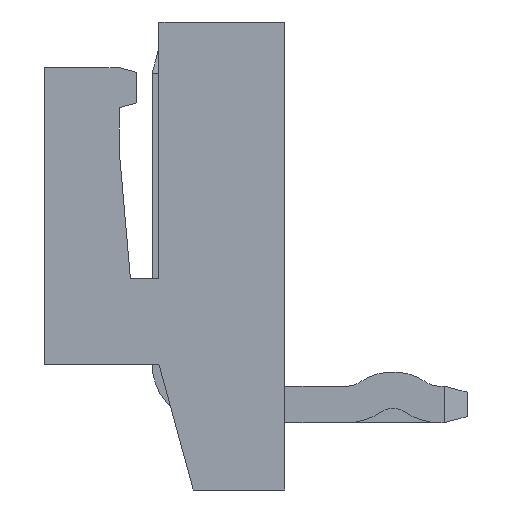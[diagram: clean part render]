
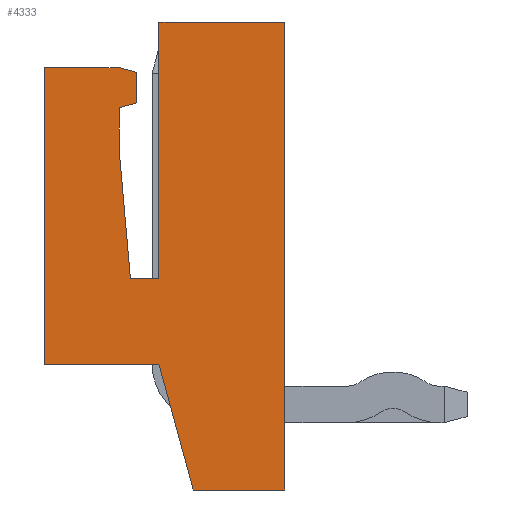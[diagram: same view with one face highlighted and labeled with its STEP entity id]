
A CAD part, left-side view. The second image highlights one B-rep face of the part: STEP entity #4333.
In plain terms, the highlighted planar face has unit normal (-1, 0, 0).
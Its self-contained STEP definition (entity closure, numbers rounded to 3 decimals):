
#42 = CARTESIAN_POINT ( 'NONE',  ( -5., 2.2, 0.7 ) ) ;
#64 = LINE ( 'NONE', #42, #2875 ) ;
#65 = EDGE_CURVE ( 'NONE', #1398, #2575, #2413, .T. ) ;
#77 = ORIENTED_EDGE ( 'NONE', *, *, #1358, .F. ) ;
#88 = AXIS2_PLACEMENT_3D ( 'NONE', #2595, #3950, #901 ) ;
#93 = ORIENTED_EDGE ( 'NONE', *, *, #2414, .F. ) ;
#315 = ORIENTED_EDGE ( 'NONE', *, *, #3971, .F. ) ;
#361 = LINE ( 'NONE', #406, #1917 ) ;
#401 = EDGE_LOOP ( 'NONE', ( #3346, #2104, #77, #2619, #4111, #2888, #3383, #1292, #93, #3077, #2243, #1205, #315, #2805 ) ) ;
#405 = CARTESIAN_POINT ( 'NONE',  ( -5., 2.2, 6.7 ) ) ;
#406 = CARTESIAN_POINT ( 'NONE',  ( -5., 2.2, 2.2 ) ) ;
#427 = DIRECTION ( 'NONE',  ( 0., -0.965, -0.263 ) ) ;
#560 = VECTOR ( 'NONE', #1621, 1000. ) ;
#572 = CARTESIAN_POINT ( 'NONE',  ( -5., 0., 6.7 ) ) ;
#586 = DIRECTION ( 'NONE',  ( 0., 0., -1. ) ) ;
#654 = LINE ( 'NONE', #2994, #1141 ) ;
#698 = VERTEX_POINT ( 'NONE', #3565 ) ;
#701 = CARTESIAN_POINT ( 'NONE',  ( -5., 2.7, 2.2 ) ) ;
#707 = DIRECTION ( 'NONE',  ( 0., 0., -1. ) ) ;
#744 = DIRECTION ( 'NONE',  ( 0., -1., 0. ) ) ;
#843 = EDGE_CURVE ( 'NONE', #929, #2841, #1289, .T. ) ;
#864 = LINE ( 'NONE', #1239, #3091 ) ;
#901 = DIRECTION ( 'NONE',  ( 0., 0., -1. ) ) ;
#929 = VERTEX_POINT ( 'NONE', #2469 ) ;
#994 = CARTESIAN_POINT ( 'NONE',  ( -5., 2.9, 5.9 ) ) ;
#1015 = VECTOR ( 'NONE', #2735, 1000. ) ;
#1042 = CARTESIAN_POINT ( 'NONE',  ( -5., 2.2, 2.2 ) ) ;
#1064 = CARTESIAN_POINT ( 'NONE',  ( -5., 0., -1.5 ) ) ;
#1103 = VERTEX_POINT ( 'NONE', #1469 ) ;
#1111 = EDGE_CURVE ( 'NONE', #4079, #698, #4173, .T. ) ;
#1120 = VERTEX_POINT ( 'NONE', #2494 ) ;
#1131 = VECTOR ( 'NONE', #3311, 1000. ) ;
#1141 = VECTOR ( 'NONE', #586, 1000. ) ;
#1151 = DIRECTION ( 'NONE',  ( 0., 0.965, -0.263 ) ) ;
#1183 = VERTEX_POINT ( 'NONE', #2312 ) ;
#1195 = CARTESIAN_POINT ( 'NONE',  ( -5., 2.6, 5.818 ) ) ;
#1205 = ORIENTED_EDGE ( 'NONE', *, *, #1111, .F. ) ;
#1233 = PLANE ( 'NONE',  #88 ) ;
#1239 = CARTESIAN_POINT ( 'NONE',  ( -5., 2.6, 5.282 ) ) ;
#1289 = LINE ( 'NONE', #1316, #2601 ) ;
#1292 = ORIENTED_EDGE ( 'NONE', *, *, #3673, .F. ) ;
#1316 = CARTESIAN_POINT ( 'NONE',  ( -5., 2.9, 4.486 ) ) ;
#1358 = EDGE_CURVE ( 'NONE', #1103, #3842, #1815, .T. ) ;
#1395 = LINE ( 'NONE', #2752, #2350 ) ;
#1398 = VERTEX_POINT ( 'NONE', #994 ) ;
#1400 = DIRECTION ( 'NONE',  ( 0., -1., 0. ) ) ;
#1418 = DIRECTION ( 'NONE',  ( 0., 1., 0. ) ) ;
#1469 = CARTESIAN_POINT ( 'NONE',  ( -5., 2.2, 6.7 ) ) ;
#1620 = VECTOR ( 'NONE', #427, 1000. ) ;
#1621 = DIRECTION ( 'NONE',  ( 0., 1., 0. ) ) ;
#1643 = CARTESIAN_POINT ( 'NONE',  ( -5., 0., -1.5 ) ) ;
#1688 = DIRECTION ( 'NONE',  ( 0., 0., -1. ) ) ;
#1696 = VERTEX_POINT ( 'NONE', #3854 ) ;
#1740 = LINE ( 'NONE', #1801, #3877 ) ;
#1801 = CARTESIAN_POINT ( 'NONE',  ( -5., 4.2, 5.9 ) ) ;
#1815 = LINE ( 'NONE', #405, #3611 ) ;
#1827 = CARTESIAN_POINT ( 'NONE',  ( -5., 4.2, 0.7 ) ) ;
#1917 = VECTOR ( 'NONE', #2394, 1000. ) ;
#2063 = VERTEX_POINT ( 'NONE', #1064 ) ;
#2080 = CARTESIAN_POINT ( 'NONE',  ( -5., 2.9, 5.9 ) ) ;
#2104 = ORIENTED_EDGE ( 'NONE', *, *, #2848, .F. ) ;
#2159 = CARTESIAN_POINT ( 'NONE',  ( -5., 2.9, 5.2 ) ) ;
#2243 = ORIENTED_EDGE ( 'NONE', *, *, #3642, .F. ) ;
#2291 = LINE ( 'NONE', #2379, #1015 ) ;
#2312 = CARTESIAN_POINT ( 'NONE',  ( -5., 2.6, 5.282 ) ) ;
#2350 = VECTOR ( 'NONE', #1688, 1000. ) ;
#2364 = EDGE_CURVE ( 'NONE', #2841, #2392, #2291, .T. ) ;
#2379 = CARTESIAN_POINT ( 'NONE',  ( -5., 2.7, 2.2 ) ) ;
#2392 = VERTEX_POINT ( 'NONE', #1042 ) ;
#2394 = DIRECTION ( 'NONE',  ( 0., 0., 1. ) ) ;
#2413 = LINE ( 'NONE', #2080, #1620 ) ;
#2414 = EDGE_CURVE ( 'NONE', #2575, #1183, #2465, .T. ) ;
#2465 = LINE ( 'NONE', #3422, #3008 ) ;
#2469 = CARTESIAN_POINT ( 'NONE',  ( -5., 2.9, 4.486 ) ) ;
#2494 = CARTESIAN_POINT ( 'NONE',  ( -5., 2.2, 0.7 ) ) ;
#2575 = VERTEX_POINT ( 'NONE', #1195 ) ;
#2595 = CARTESIAN_POINT ( 'NONE',  ( -5., 0., 0. ) ) ;
#2601 = VECTOR ( 'NONE', #2677, 1000. ) ;
#2619 = ORIENTED_EDGE ( 'NONE', *, *, #2828, .F. ) ;
#2643 = EDGE_CURVE ( 'NONE', #2063, #1696, #3378, .T. ) ;
#2677 = DIRECTION ( 'NONE',  ( 0., -0.087, -0.996 ) ) ;
#2684 = FACE_OUTER_BOUND ( 'NONE', #401, .T. ) ;
#2702 = EDGE_CURVE ( 'NONE', #3190, #929, #654, .T. ) ;
#2735 = DIRECTION ( 'NONE',  ( 0., -1., 0. ) ) ;
#2746 = EDGE_CURVE ( 'NONE', #1696, #1120, #2949, .T. ) ;
#2752 = CARTESIAN_POINT ( 'NONE',  ( -5., 0., 6.7 ) ) ;
#2805 = ORIENTED_EDGE ( 'NONE', *, *, #2746, .F. ) ;
#2828 = EDGE_CURVE ( 'NONE', #2392, #1103, #361, .T. ) ;
#2841 = VERTEX_POINT ( 'NONE', #701 ) ;
#2848 = EDGE_CURVE ( 'NONE', #3842, #2063, #1395, .T. ) ;
#2875 = VECTOR ( 'NONE', #1418, 1000. ) ;
#2888 = ORIENTED_EDGE ( 'NONE', *, *, #843, .F. ) ;
#2911 = DIRECTION ( 'NONE',  ( 0., 0., 1. ) ) ;
#2949 = LINE ( 'NONE', #4296, #1131 ) ;
#2994 = CARTESIAN_POINT ( 'NONE',  ( -5., 2.9, 5.2 ) ) ;
#3008 = VECTOR ( 'NONE', #707, 1000. ) ;
#3077 = ORIENTED_EDGE ( 'NONE', *, *, #65, .F. ) ;
#3091 = VECTOR ( 'NONE', #1151, 1000. ) ;
#3190 = VERTEX_POINT ( 'NONE', #2159 ) ;
#3311 = DIRECTION ( 'NONE',  ( 0., 0.263, 0.965 ) ) ;
#3346 = ORIENTED_EDGE ( 'NONE', *, *, #2643, .F. ) ;
#3378 = LINE ( 'NONE', #1643, #560 ) ;
#3383 = ORIENTED_EDGE ( 'NONE', *, *, #2702, .F. ) ;
#3422 = CARTESIAN_POINT ( 'NONE',  ( -5., 2.6, 5.818 ) ) ;
#3565 = CARTESIAN_POINT ( 'NONE',  ( -5., 4.2, 5.9 ) ) ;
#3611 = VECTOR ( 'NONE', #744, 1000. ) ;
#3642 = EDGE_CURVE ( 'NONE', #698, #1398, #1740, .T. ) ;
#3673 = EDGE_CURVE ( 'NONE', #1183, #3190, #864, .T. ) ;
#3840 = CARTESIAN_POINT ( 'NONE',  ( -5., 4.2, 0.7 ) ) ;
#3842 = VERTEX_POINT ( 'NONE', #572 ) ;
#3854 = CARTESIAN_POINT ( 'NONE',  ( -5., 1.6, -1.5 ) ) ;
#3877 = VECTOR ( 'NONE', #1400, 1000. ) ;
#3950 = DIRECTION ( 'NONE',  ( 1., 0., 0. ) ) ;
#3971 = EDGE_CURVE ( 'NONE', #1120, #4079, #64, .T. ) ;
#4079 = VERTEX_POINT ( 'NONE', #3840 ) ;
#4111 = ORIENTED_EDGE ( 'NONE', *, *, #2364, .F. ) ;
#4173 = LINE ( 'NONE', #1827, #4308 ) ;
#4296 = CARTESIAN_POINT ( 'NONE',  ( -5., 1.6, -1.5 ) ) ;
#4308 = VECTOR ( 'NONE', #2911, 1000. ) ;
#4333 = ADVANCED_FACE ( 'NONE', ( #2684 ), #1233, .F. ) ;
